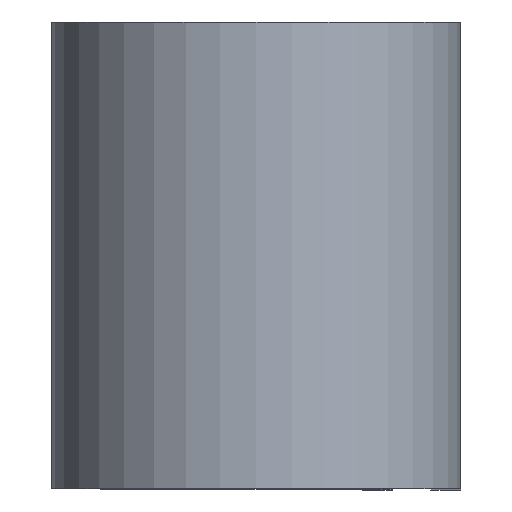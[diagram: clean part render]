
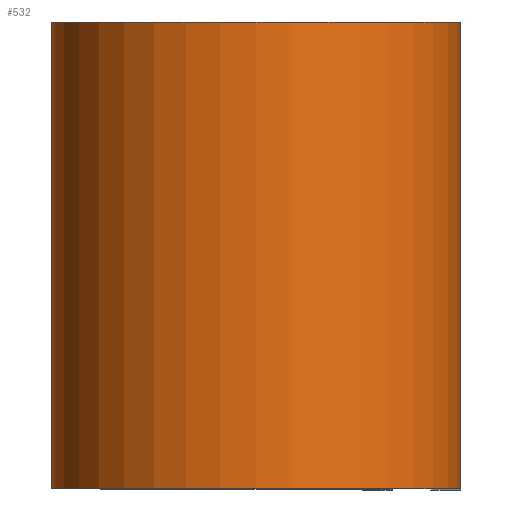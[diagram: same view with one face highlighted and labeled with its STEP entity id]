
A CAD part, top view. The second image highlights one B-rep face of the part: STEP entity #532.
In plain terms, the highlighted cylindrical face has radius 8.357 mm (diameter 16.713 mm), a partial arc.
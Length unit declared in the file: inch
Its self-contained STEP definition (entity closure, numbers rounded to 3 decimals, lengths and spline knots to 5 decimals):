
#35 = CARTESIAN_POINT ( 'NONE',  ( 0., -0.375, 0. ) ) ;
#38 = DIRECTION ( 'NONE',  ( 0., 1., 0. ) ) ;
#43 = DIRECTION ( 'NONE',  ( 1., 0., 0. ) ) ;
#63 = VERTEX_POINT ( 'NONE', #226 ) ;
#66 = EDGE_CURVE ( 'NONE', #63, #493, #572, .T. ) ;
#132 = EDGE_LOOP ( 'NONE', ( #217, #234, #627, #523 ) ) ;
#143 = LINE ( 'NONE', #430, #610 ) ;
#150 = CARTESIAN_POINT ( 'NONE',  ( 0., -0.375, -0.329 ) ) ;
#152 = AXIS2_PLACEMENT_3D ( 'NONE', #457, #164, #504 ) ;
#163 = DIRECTION ( 'NONE',  ( 0., -1., 0. ) ) ;
#164 = DIRECTION ( 'NONE',  ( 0., 1., 0. ) ) ;
#179 = DIRECTION ( 'NONE',  ( 0., -1., 0. ) ) ;
#189 = DIRECTION ( 'NONE',  ( 0., -1., 0. ) ) ;
#206 = CARTESIAN_POINT ( 'NONE',  ( 0., 0.375, 0. ) ) ;
#217 = ORIENTED_EDGE ( 'NONE', *, *, #616, .T. ) ;
#226 = CARTESIAN_POINT ( 'NONE',  ( 0.329, 0.375, 0. ) ) ;
#234 = ORIENTED_EDGE ( 'NONE', *, *, #66, .F. ) ;
#243 = CARTESIAN_POINT ( 'NONE',  ( 0.329, 0.375, 0. ) ) ;
#262 = CARTESIAN_POINT ( 'NONE',  ( 0., 0.375, -0.329 ) ) ;
#320 = EDGE_CURVE ( 'NONE', #531, #550, #143, .T. ) ;
#352 = CARTESIAN_POINT ( 'NONE',  ( 0.329, -0.375, 0. ) ) ;
#365 = AXIS2_PLACEMENT_3D ( 'NONE', #206, #189, #431 ) ;
#422 = CIRCLE ( 'NONE', #152, 0.329 ) ;
#428 = AXIS2_PLACEMENT_3D ( 'NONE', #35, #38, #43 ) ;
#430 = CARTESIAN_POINT ( 'NONE',  ( 0., 0.375, -0.329 ) ) ;
#431 = DIRECTION ( 'NONE',  ( 0., 0., -1. ) ) ;
#443 = VECTOR ( 'NONE', #163, 39.37008 ) ;
#456 = CIRCLE ( 'NONE', #428, 0.329 ) ;
#457 = CARTESIAN_POINT ( 'NONE',  ( 0., 0.375, 0. ) ) ;
#493 = VERTEX_POINT ( 'NONE', #352 ) ;
#498 = CYLINDRICAL_SURFACE ( 'NONE', #365, 0.329 ) ;
#504 = DIRECTION ( 'NONE',  ( 1., 0., 0. ) ) ;
#523 = ORIENTED_EDGE ( 'NONE', *, *, #320, .T. ) ;
#531 = VERTEX_POINT ( 'NONE', #262 ) ;
#532 = ADVANCED_FACE ( 'NONE', ( #533 ), #498, .T. ) ;
#533 = FACE_OUTER_BOUND ( 'NONE', #132, .T. ) ;
#550 = VERTEX_POINT ( 'NONE', #150 ) ;
#572 = LINE ( 'NONE', #243, #443 ) ;
#610 = VECTOR ( 'NONE', #179, 39.37008 ) ;
#616 = EDGE_CURVE ( 'NONE', #550, #493, #456, .T. ) ;
#627 = ORIENTED_EDGE ( 'NONE', *, *, #629, .F. ) ;
#629 = EDGE_CURVE ( 'NONE', #531, #63, #422, .T. ) ;
